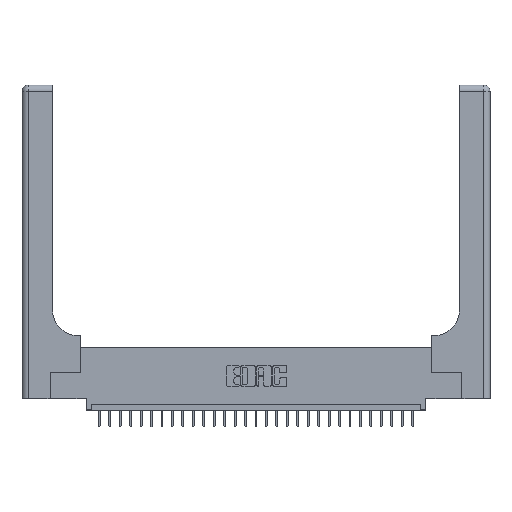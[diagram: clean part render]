
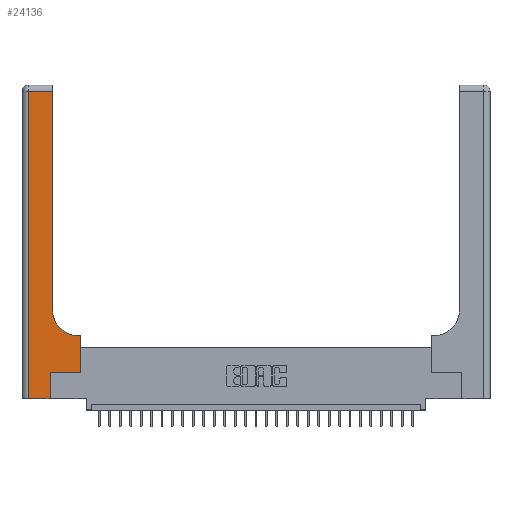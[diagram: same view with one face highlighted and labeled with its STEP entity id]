
A CAD part, top view. The second image highlights one B-rep face of the part: STEP entity #24136.
In plain terms, the highlighted planar face has unit normal (0, 0, 1).
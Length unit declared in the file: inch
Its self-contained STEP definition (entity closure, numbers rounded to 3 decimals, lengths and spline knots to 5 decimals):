
#74 = VERTEX_POINT ( 'NONE', #27453 ) ;
#647 = CARTESIAN_POINT ( 'NONE',  ( 0.269, 0.25, 0.37 ) ) ;
#1360 = CARTESIAN_POINT ( 'NONE',  ( 0.2915, 0.6, 0.37 ) ) ;
#1557 = DIRECTION ( 'NONE',  ( -1., 0., 0. ) ) ;
#1568 = VECTOR ( 'NONE', #16901, 39.37008 ) ;
#1858 = CARTESIAN_POINT ( 'NONE',  ( 0., 3., 0.37 ) ) ;
#1907 = VERTEX_POINT ( 'NONE', #12025 ) ;
#3402 = EDGE_CURVE ( 'NONE', #15991, #10533, #11411, .T. ) ;
#3482 = EDGE_CURVE ( 'NONE', #18577, #15991, #13561, .T. ) ;
#3991 = LINE ( 'NONE', #1360, #20392 ) ;
#5701 = VERTEX_POINT ( 'NONE', #14008 ) ;
#6062 = CARTESIAN_POINT ( 'NONE',  ( 0.06, 2.94, 0.37 ) ) ;
#6637 = LINE ( 'NONE', #26695, #15001 ) ;
#6754 = ORIENTED_EDGE ( 'NONE', *, *, #3482, .T. ) ;
#7564 = VECTOR ( 'NONE', #22739, 39.37008 ) ;
#8670 = DIRECTION ( 'NONE',  ( 0., 1., 0. ) ) ;
#10533 = VERTEX_POINT ( 'NONE', #10943 ) ;
#10817 = DIRECTION ( 'NONE',  ( 0., 0., -1. ) ) ;
#10943 = CARTESIAN_POINT ( 'NONE',  ( 0.5585, 0.25, 0.37 ) ) ;
#11279 = CARTESIAN_POINT ( 'NONE',  ( 0.5585, 0.6, 0.37 ) ) ;
#11411 = LINE ( 'NONE', #12534, #1568 ) ;
#11719 = CARTESIAN_POINT ( 'NONE',  ( 0.06, 3., 0.37 ) ) ;
#12025 = CARTESIAN_POINT ( 'NONE',  ( 0.2915, 2.94, 0.37 ) ) ;
#12305 = FACE_OUTER_BOUND ( 'NONE', #26059, .T. ) ;
#12534 = CARTESIAN_POINT ( 'NONE',  ( 0.269, 0.25, 0.37 ) ) ;
#12846 = ORIENTED_EDGE ( 'NONE', *, *, #19458, .T. ) ;
#12894 = EDGE_CURVE ( 'NONE', #24874, #15367, #3991, .T. ) ;
#13137 = CARTESIAN_POINT ( 'NONE',  ( 0.269, 0., 0.37 ) ) ;
#13161 = ORIENTED_EDGE ( 'NONE', *, *, #13261, .T. ) ;
#13261 = EDGE_CURVE ( 'NONE', #1907, #13328, #18939, .T. ) ;
#13328 = VERTEX_POINT ( 'NONE', #6062 ) ;
#13373 = CARTESIAN_POINT ( 'NONE',  ( 0.5415, 0.6, 0.37 ) ) ;
#13561 = LINE ( 'NONE', #13137, #23119 ) ;
#13693 = VECTOR ( 'NONE', #15491, 39.37008 ) ;
#13799 = AXIS2_PLACEMENT_3D ( 'NONE', #1858, #10817, #1557 ) ;
#14008 = CARTESIAN_POINT ( 'NONE',  ( 0.2915, 0.85, 0.37 ) ) ;
#15001 = VECTOR ( 'NONE', #8670, 39.37008 ) ;
#15367 = VERTEX_POINT ( 'NONE', #13373 ) ;
#15410 = ORIENTED_EDGE ( 'NONE', *, *, #27875, .T. ) ;
#15491 = DIRECTION ( 'NONE',  ( 1., 0., 0. ) ) ;
#15689 = CARTESIAN_POINT ( 'NONE',  ( 0., 0., 0.37 ) ) ;
#15991 = VERTEX_POINT ( 'NONE', #647 ) ;
#16901 = DIRECTION ( 'NONE',  ( 1., 0., 0. ) ) ;
#17504 = DIRECTION ( 'NONE',  ( 1., 0., 0. ) ) ;
#18149 = DIRECTION ( 'NONE',  ( 0., 1., 0. ) ) ;
#18488 = ORIENTED_EDGE ( 'NONE', *, *, #3402, .T. ) ;
#18577 = VERTEX_POINT ( 'NONE', #23046 ) ;
#18582 = ORIENTED_EDGE ( 'NONE', *, *, #12894, .T. ) ;
#18939 = LINE ( 'NONE', #28791, #7564 ) ;
#19458 = EDGE_CURVE ( 'NONE', #5701, #1907, #6637, .T. ) ;
#19641 = LINE ( 'NONE', #27414, #28377 ) ;
#20392 = VECTOR ( 'NONE', #24804, 39.37008 ) ;
#20864 = LINE ( 'NONE', #11719, #29233 ) ;
#20997 = ORIENTED_EDGE ( 'NONE', *, *, #28749, .T. ) ;
#21353 = AXIS2_PLACEMENT_3D ( 'NONE', #26795, #22573, #17504 ) ;
#21526 = EDGE_CURVE ( 'NONE', #10533, #24874, #19641, .T. ) ;
#22573 = DIRECTION ( 'NONE',  ( 0., 0., -1. ) ) ;
#22739 = DIRECTION ( 'NONE',  ( -1., 0., 0. ) ) ;
#22977 = ORIENTED_EDGE ( 'NONE', *, *, #21526, .T. ) ;
#23046 = CARTESIAN_POINT ( 'NONE',  ( 0.269, 0., 0.37 ) ) ;
#23119 = VECTOR ( 'NONE', #27228, 39.37008 ) ;
#23554 = EDGE_CURVE ( 'NONE', #74, #18577, #25720, .T. ) ;
#24136 = ADVANCED_FACE ( 'NONE', ( #12305 ), #24796, .F. ) ;
#24796 = PLANE ( 'NONE',  #13799 ) ;
#24804 = DIRECTION ( 'NONE',  ( -1., 0., 0. ) ) ;
#24874 = VERTEX_POINT ( 'NONE', #11279 ) ;
#25624 = CIRCLE ( 'NONE', #21353, 0.25 ) ;
#25720 = LINE ( 'NONE', #15689, #13693 ) ;
#26059 = EDGE_LOOP ( 'NONE', ( #12846, #13161, #20997, #27685, #6754, #18488, #22977, #18582, #15410 ) ) ;
#26695 = CARTESIAN_POINT ( 'NONE',  ( 0.2915, 3., 0.37 ) ) ;
#26795 = CARTESIAN_POINT ( 'NONE',  ( 0.5415, 0.85, 0.37 ) ) ;
#27228 = DIRECTION ( 'NONE',  ( 0., 1., 0. ) ) ;
#27414 = CARTESIAN_POINT ( 'NONE',  ( 0.5585, 0.25, 0.37 ) ) ;
#27453 = CARTESIAN_POINT ( 'NONE',  ( 0.06, 0., 0.37 ) ) ;
#27685 = ORIENTED_EDGE ( 'NONE', *, *, #23554, .T. ) ;
#27875 = EDGE_CURVE ( 'NONE', #15367, #5701, #25624, .T. ) ;
#27924 = DIRECTION ( 'NONE',  ( 0., -1., 0. ) ) ;
#28377 = VECTOR ( 'NONE', #18149, 39.37008 ) ;
#28749 = EDGE_CURVE ( 'NONE', #13328, #74, #20864, .T. ) ;
#28791 = CARTESIAN_POINT ( 'NONE',  ( 0., 2.94, 0.37 ) ) ;
#29233 = VECTOR ( 'NONE', #27924, 39.37008 ) ;
